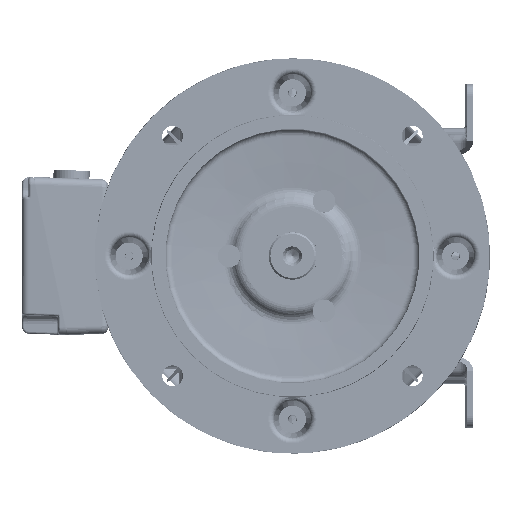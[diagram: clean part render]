
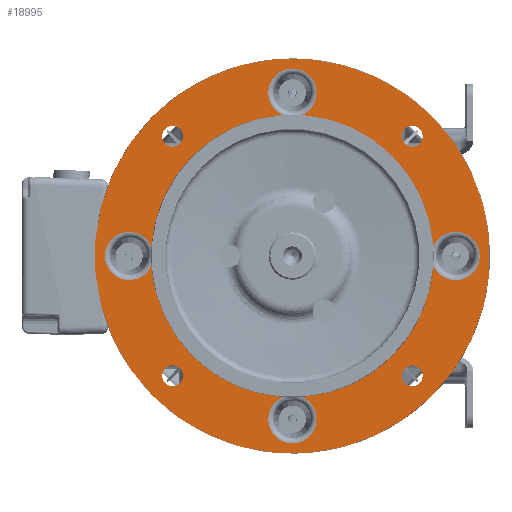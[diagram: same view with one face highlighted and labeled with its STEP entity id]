
A CAD part, left-side view. The second image highlights one B-rep face of the part: STEP entity #18995.
In plain terms, the highlighted planar face has unit normal (-1, 0, 0).
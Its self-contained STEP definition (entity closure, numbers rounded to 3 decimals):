
#18995 = ADVANCED_FACE( '', ( #39366, #39367, #39368, #39369, #39370, #39371 ), #39372, .T. );
#39366 = FACE_BOUND( '', #113630, .T. );
#39367 = FACE_BOUND( '', #113631, .T. );
#39368 = FACE_BOUND( '', #113632, .T. );
#39369 = FACE_BOUND( '', #113633, .T. );
#39370 = FACE_OUTER_BOUND( '', #113634, .T. );
#39371 = FACE_BOUND( '', #113635, .T. );
#39372 = PLANE( '', #113636 );
#113630 = EDGE_LOOP( '', ( #172159 ) );
#113631 = EDGE_LOOP( '', ( #172160 ) );
#113632 = EDGE_LOOP( '', ( #172161 ) );
#113633 = EDGE_LOOP( '', ( #172162 ) );
#113634 = EDGE_LOOP( '', ( #172163 ) );
#113635 = EDGE_LOOP( '', ( #172164, #172165, #172166, #172167, #172168, #172169, #172170, #172171 ) );
#113636 = AXIS2_PLACEMENT_3D( '', #172172, #172173, #172174 );
#172159 = ORIENTED_EDGE( '', *, *, #195918, .T. );
#172160 = ORIENTED_EDGE( '', *, *, #192487, .T. );
#172161 = ORIENTED_EDGE( '', *, *, #184138, .T. );
#172162 = ORIENTED_EDGE( '', *, *, #189131, .T. );
#172163 = ORIENTED_EDGE( '', *, *, #193089, .T. );
#172164 = ORIENTED_EDGE( '', *, *, #178356, .F. );
#172165 = ORIENTED_EDGE( '', *, *, #197281, .T. );
#172166 = ORIENTED_EDGE( '', *, *, #178354, .F. );
#172167 = ORIENTED_EDGE( '', *, *, #188365, .T. );
#172168 = ORIENTED_EDGE( '', *, *, #178352, .F. );
#172169 = ORIENTED_EDGE( '', *, *, #181052, .T. );
#172170 = ORIENTED_EDGE( '', *, *, #178358, .F. );
#172171 = ORIENTED_EDGE( '', *, *, #191097, .T. );
#172172 = CARTESIAN_POINT( '', ( -41.5, -32.352, -120.741 ) );
#172173 = DIRECTION( '', ( -1., 0., 0. ) );
#172174 = DIRECTION( '', ( 0., 0.966, -0.259 ) );
#178352 = EDGE_CURVE( '', #206027, #206029, #206030, .T. );
#178354 = EDGE_CURVE( '', #206031, #206033, #206034, .T. );
#178356 = EDGE_CURVE( '', #206035, #206037, #206038, .T. );
#178358 = EDGE_CURVE( '', #206039, #206026, #206041, .T. );
#181052 = EDGE_CURVE( '', #206027, #206026, #210497, .F. );
#184138 = EDGE_CURVE( '', #215410, #215410, #215411, .T. );
#188365 = EDGE_CURVE( '', #206031, #206029, #221691, .F. );
#189131 = EDGE_CURVE( '', #222768, #222768, #222769, .T. );
#191097 = EDGE_CURVE( '', #206039, #206037, #225471, .F. );
#192487 = EDGE_CURVE( '', #227273, #227273, #227274, .T. );
#193089 = EDGE_CURVE( '', #228011, #228011, #228012, .T. );
#195918 = EDGE_CURVE( '', #231304, #231304, #231305, .T. );
#197281 = EDGE_CURVE( '', #206035, #206033, #232739, .F. );
#206026 = VERTEX_POINT( '', #261800 );
#206027 = VERTEX_POINT( '', #261801 );
#206029 = VERTEX_POINT( '', #261803 );
#206030 = CIRCLE( '', #261804, 125. );
#206031 = VERTEX_POINT( '', #261805 );
#206033 = VERTEX_POINT( '', #261807 );
#206034 = CIRCLE( '', #261808, 125. );
#206035 = VERTEX_POINT( '', #261809 );
#206037 = VERTEX_POINT( '', #261811 );
#206038 = CIRCLE( '', #261812, 125. );
#206039 = VERTEX_POINT( '', #261813 );
#206041 = CIRCLE( '', #261815, 125. );
#210497 = CIRCLE( '', #275155, 21.397 );
#215410 = VERTEX_POINT( '', #292048 );
#215411 = CIRCLE( '', #292049, 9.25 );
#221691 = CIRCLE( '', #312722, 21.397 );
#222768 = VERTEX_POINT( '', #316732 );
#222769 = CIRCLE( '', #316733, 9.25 );
#225471 = CIRCLE( '', #324389, 21.397 );
#227273 = VERTEX_POINT( '', #329326 );
#227274 = CIRCLE( '', #329327, 9.25 );
#228011 = VERTEX_POINT( '', #331867 );
#228012 = CIRCLE( '', #331868, 175. );
#231304 = VERTEX_POINT( '', #341011 );
#231305 = CIRCLE( '', #341012, 9.25 );
#232739 = CIRCLE( '', #344249, 21.397 );
#261800 = CARTESIAN_POINT( '', ( -41.5, 8.188, -124.732 ) );
#261801 = CARTESIAN_POINT( '', ( -41.5, -8.188, -124.732 ) );
#261803 = CARTESIAN_POINT( '', ( -41.5, -124.732, -8.188 ) );
#261804 = AXIS2_PLACEMENT_3D( '', #349987, #349988, #349989 );
#261805 = CARTESIAN_POINT( '', ( -41.5, -124.732, 8.188 ) );
#261807 = CARTESIAN_POINT( '', ( -41.5, -8.188, 124.732 ) );
#261808 = AXIS2_PLACEMENT_3D( '', #349993, #349994, #349995 );
#261809 = CARTESIAN_POINT( '', ( -41.5, 8.188, 124.732 ) );
#261811 = CARTESIAN_POINT( '', ( -41.5, 124.732, 8.188 ) );
#261812 = AXIS2_PLACEMENT_3D( '', #349999, #350000, #350001 );
#261813 = CARTESIAN_POINT( '', ( -41.5, 124.732, -8.188 ) );
#261815 = AXIS2_PLACEMENT_3D( '', #350005, #350006, #350007 );
#275155 = AXIS2_PLACEMENT_3D( '', #353195, #353196, #353197 );
#292048 = CARTESIAN_POINT( '', ( -41.5, 103.672, 97.131 ) );
#292049 = AXIS2_PLACEMENT_3D( '', #356511, #356512, #356513 );
#312722 = AXIS2_PLACEMENT_3D( '', #361053, #361054, #361055 );
#316732 = CARTESIAN_POINT( '', ( -41.5, 97.131, -103.672 ) );
#316733 = AXIS2_PLACEMENT_3D( '', #361862, #361863, #361864 );
#324389 = AXIS2_PLACEMENT_3D( '', #363922, #363923, #363924 );
#329326 = CARTESIAN_POINT( '', ( -41.5, -97.131, 103.672 ) );
#329327 = AXIS2_PLACEMENT_3D( '', #365355, #365356, #365357 );
#331867 = CARTESIAN_POINT( '', ( -41.5, 169.037, -45.293 ) );
#331868 = AXIS2_PLACEMENT_3D( '', #365908, #365909, #365910 );
#341011 = CARTESIAN_POINT( '', ( -41.5, -103.672, -97.131 ) );
#341012 = AXIS2_PLACEMENT_3D( '', #368912, #368913, #368914 );
#344249 = AXIS2_PLACEMENT_3D( '', #369846, #369847, #369848 );
#349987 = CARTESIAN_POINT( '', ( -41.5, 0., 0. ) );
#349988 = DIRECTION( '', ( -1., 0., 0. ) );
#349989 = DIRECTION( '', ( 0., 0.966, -0.259 ) );
#349993 = CARTESIAN_POINT( '', ( -41.5, 0., 0. ) );
#349994 = DIRECTION( '', ( -1., 0., 0. ) );
#349995 = DIRECTION( '', ( 0., 0.966, -0.259 ) );
#349999 = CARTESIAN_POINT( '', ( -41.5, 0., 0. ) );
#350000 = DIRECTION( '', ( -1., 0., 0. ) );
#350001 = DIRECTION( '', ( 0., 0.966, -0.259 ) );
#350005 = CARTESIAN_POINT( '', ( -41.5, 0., 0. ) );
#350006 = DIRECTION( '', ( -1., 0., 0. ) );
#350007 = DIRECTION( '', ( 0., 0.966, -0.259 ) );
#353195 = CARTESIAN_POINT( '', ( -41.5, 0., -144.5 ) );
#353196 = DIRECTION( '', ( -1., 0., 0. ) );
#353197 = DIRECTION( '', ( 0., 0.966, -0.259 ) );
#356511 = CARTESIAN_POINT( '', ( -41.5, 106.066, 106.066 ) );
#356512 = DIRECTION( '', ( 1., 0., 0. ) );
#356513 = DIRECTION( '', ( 0., -0.259, -0.966 ) );
#361053 = CARTESIAN_POINT( '', ( -41.5, -144.5, 0. ) );
#361054 = DIRECTION( '', ( -1., 0., 0. ) );
#361055 = DIRECTION( '', ( 0., 0.966, -0.259 ) );
#361862 = CARTESIAN_POINT( '', ( -41.5, 106.066, -106.066 ) );
#361863 = DIRECTION( '', ( 1., 0., 0. ) );
#361864 = DIRECTION( '', ( 0., -0.966, 0.259 ) );
#363922 = CARTESIAN_POINT( '', ( -41.5, 144.5, 0. ) );
#363923 = DIRECTION( '', ( -1., 0., 0. ) );
#363924 = DIRECTION( '', ( 0., 0.966, -0.259 ) );
#365355 = CARTESIAN_POINT( '', ( -41.5, -106.066, 106.066 ) );
#365356 = DIRECTION( '', ( 1., 0., 0. ) );
#365357 = DIRECTION( '', ( 0., 0.966, -0.259 ) );
#365908 = CARTESIAN_POINT( '', ( -41.5, 0., 0. ) );
#365909 = DIRECTION( '', ( -1., 0., 0. ) );
#365910 = DIRECTION( '', ( 0., 0.966, -0.259 ) );
#368912 = CARTESIAN_POINT( '', ( -41.5, -106.066, -106.066 ) );
#368913 = DIRECTION( '', ( 1., 0., 0. ) );
#368914 = DIRECTION( '', ( 0., 0.259, 0.966 ) );
#369846 = CARTESIAN_POINT( '', ( -41.5, 0., 144.5 ) );
#369847 = DIRECTION( '', ( -1., 0., 0. ) );
#369848 = DIRECTION( '', ( 0., 0.966, -0.259 ) );
